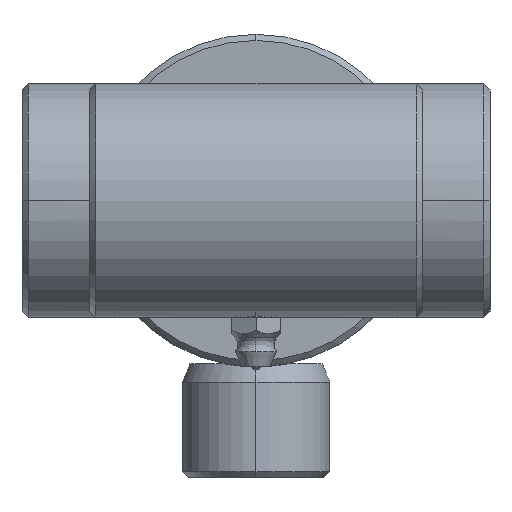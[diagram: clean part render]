
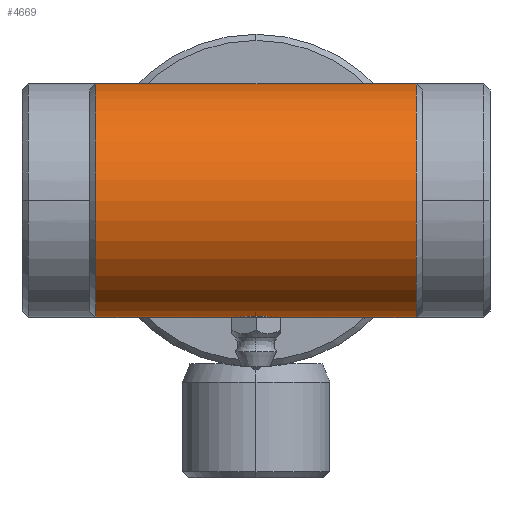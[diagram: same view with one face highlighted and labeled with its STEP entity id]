
A CAD part, left-side view. The second image highlights one B-rep face of the part: STEP entity #4669.
In plain terms, the highlighted cylindrical face has radius 19 mm (diameter 38 mm), a partial arc.
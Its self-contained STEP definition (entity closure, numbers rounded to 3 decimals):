
#259 = CARTESIAN_POINT ( 'NONE',  ( -18.9, -2.5, -19. ) ) ;
#300 = CARTESIAN_POINT ( 'NONE',  ( -21.069, 1.253, -18.876 ) ) ;
#349 = CARTESIAN_POINT ( 'NONE',  ( -21.272, 0.807, -18.851 ) ) ;
#367 = CARTESIAN_POINT ( 'NONE',  ( -18.9, -27., -19. ) ) ;
#390 = AXIS2_PLACEMENT_3D ( 'NONE', #5042, #1904, #731 ) ;
#452 = CARTESIAN_POINT ( 'NONE',  ( -20.782, 1.653, -18.907 ) ) ;
#470 = CARTESIAN_POINT ( 'NONE',  ( -19.549, 2.42, -18.99 ) ) ;
#502 = CARTESIAN_POINT ( 'NONE',  ( -20.888, 1.525, -18.896 ) ) ;
#608 = CARTESIAN_POINT ( 'NONE',  ( -19.228, -2.484, -18.998 ) ) ;
#636 = CARTESIAN_POINT ( 'NONE',  ( -21.333, -0.659, -18.844 ) ) ;
#640 = ORIENTED_EDGE ( 'NONE', *, *, #3690, .T. ) ;
#731 = DIRECTION ( 'NONE',  ( 0., 0., 1. ) ) ;
#771 = VERTEX_POINT ( 'NONE', #1149 ) ;
#824 = EDGE_CURVE ( 'NONE', #3625, #2819, #1929, .T. ) ;
#852 = CARTESIAN_POINT ( 'NONE',  ( -18.9, 2.5, -19. ) ) ;
#870 = DIRECTION ( 'NONE',  ( 0., 0., 1. ) ) ;
#890 = CARTESIAN_POINT ( 'NONE',  ( -20.552, 1.884, -18.928 ) ) ;
#896 = DIRECTION ( 'NONE',  ( 0., 1., 0. ) ) ;
#987 = VECTOR ( 'NONE', #2118, 1000. ) ;
#1013 = CARTESIAN_POINT ( 'NONE',  ( -20.897, -1.538, -18.896 ) ) ;
#1054 = CARTESIAN_POINT ( 'NONE',  ( -18.9, 26., 0. ) ) ;
#1149 = CARTESIAN_POINT ( 'NONE',  ( -18.9, -2.5, -19. ) ) ;
#1173 = LINE ( 'NONE', #4858, #987 ) ;
#1248 = EDGE_CURVE ( 'NONE', #2042, #3442, #1173, .T. ) ;
#1271 = CARTESIAN_POINT ( 'NONE',  ( -18.9, 2.5, -19. ) ) ;
#1478 = CARTESIAN_POINT ( 'NONE',  ( -21.4, 0.165, -18.835 ) ) ;
#1529 = CIRCLE ( 'NONE', #2102, 19. ) ;
#1640 = CARTESIAN_POINT ( 'NONE',  ( -19.226, 2.484, -18.998 ) ) ;
#1646 = CARTESIAN_POINT ( 'NONE',  ( -18.9, -27., 19. ) ) ;
#1779 = CARTESIAN_POINT ( 'NONE',  ( -20.552, -1.883, -18.928 ) ) ;
#1839 = ORIENTED_EDGE ( 'NONE', *, *, #4294, .F. ) ;
#1904 = DIRECTION ( 'NONE',  ( 0., 1., 0. ) ) ;
#1921 = EDGE_CURVE ( 'NONE', #2201, #771, #3601, .T. ) ;
#1929 = LINE ( 'NONE', #1646, #3418 ) ;
#2042 = VERTEX_POINT ( 'NONE', #1271 ) ;
#2102 = AXIS2_PLACEMENT_3D ( 'NONE', #1054, #4185, #2217 ) ;
#2118 = DIRECTION ( 'NONE',  ( 0., 1., 0. ) ) ;
#2143 = ORIENTED_EDGE ( 'NONE', *, *, #4359, .T. ) ;
#2201 = VERTEX_POINT ( 'NONE', #2927 ) ;
#2213 = CARTESIAN_POINT ( 'NONE',  ( -20.152, -2.17, -18.959 ) ) ;
#2217 = DIRECTION ( 'NONE',  ( 0., 0., 1. ) ) ;
#2230 = AXIS2_PLACEMENT_3D ( 'NONE', #2722, #4040, #870 ) ;
#2232 = CARTESIAN_POINT ( 'NONE',  ( -19.547, -2.42, -18.99 ) ) ;
#2443 = CARTESIAN_POINT ( 'NONE',  ( -19.063, 2.5, -19. ) ) ;
#2554 = VECTOR ( 'NONE', #4638, 1000. ) ;
#2576 = CARTESIAN_POINT ( 'NONE',  ( -21.084, -1.26, -18.875 ) ) ;
#2597 = CARTESIAN_POINT ( 'NONE',  ( -18.9, -26., 19. ) ) ;
#2722 = CARTESIAN_POINT ( 'NONE',  ( -18.9, -26., 0. ) ) ;
#2807 = ORIENTED_EDGE ( 'NONE', *, *, #824, .T. ) ;
#2819 = VERTEX_POINT ( 'NONE', #4984 ) ;
#2853 = CARTESIAN_POINT ( 'NONE',  ( -20.426, 1.987, -18.939 ) ) ;
#2860 = EDGE_LOOP ( 'NONE', ( #2887, #2143, #2807, #640, #4363, #1839, #3324 ) ) ;
#2884 = VERTEX_POINT ( 'NONE', #4293 ) ;
#2887 = ORIENTED_EDGE ( 'NONE', *, *, #1921, .F. ) ;
#2927 = CARTESIAN_POINT ( 'NONE',  ( -18.9, -26., -19. ) ) ;
#3003 = CARTESIAN_POINT ( 'NONE',  ( -21.4, 0., -18.835 ) ) ;
#3018 = CARTESIAN_POINT ( 'NONE',  ( -20.424, -1.989, -18.939 ) ) ;
#3207 = CARTESIAN_POINT ( 'NONE',  ( -20.153, 2.17, -18.959 ) ) ;
#3324 = ORIENTED_EDGE ( 'NONE', *, *, #3780, .F. ) ;
#3416 = CARTESIAN_POINT ( 'NONE',  ( -21.4, -0.331, -18.835 ) ) ;
#3418 = VECTOR ( 'NONE', #896, 1000. ) ;
#3442 = VERTEX_POINT ( 'NONE', #3870 ) ;
#3601 = LINE ( 'NONE', #367, #2554 ) ;
#3615 = CARTESIAN_POINT ( 'NONE',  ( -19.706, 2.372, -18.983 ) ) ;
#3625 = VERTEX_POINT ( 'NONE', #2597 ) ;
#3690 = EDGE_CURVE ( 'NONE', #2819, #3442, #1529, .T. ) ;
#3718 = CIRCLE ( 'NONE', #2230, 19. ) ;
#3780 = EDGE_CURVE ( 'NONE', #771, #2884, #3960, .T. ) ;
#3810 = CARTESIAN_POINT ( 'NONE',  ( -20.009, -2.247, -18.968 ) ) ;
#3832 = CARTESIAN_POINT ( 'NONE',  ( -21.32, 0.648, -18.845 ) ) ;
#3870 = CARTESIAN_POINT ( 'NONE',  ( -18.9, 26., -19. ) ) ;
#3955 = CYLINDRICAL_SURFACE ( 'NONE', #390, 19. ) ;
#3960 = B_SPLINE_CURVE_WITH_KNOTS ( 'NONE', 3,
 ( #259, #4152, #608, #2232, #4937, #3810, #2213, #3018, #1779, #1013, #2576, #636, #3416, #3003 ),
 .UNSPECIFIED., .F., .F.,
 ( 4, 2, 2, 2, 2, 2, 4 ),
 ( 0.012, 0.012, 0.013, 0.013, 0.014, 0.015, 0.016 ),
 .UNSPECIFIED. ) ;
#4006 = CARTESIAN_POINT ( 'NONE',  ( -20.007, 2.247, -18.968 ) ) ;
#4040 = DIRECTION ( 'NONE',  ( 0., 1., 0. ) ) ;
#4152 = CARTESIAN_POINT ( 'NONE',  ( -19.065, -2.5, -19. ) ) ;
#4185 = DIRECTION ( 'NONE',  ( 0., -1., 0. ) ) ;
#4251 = FACE_OUTER_BOUND ( 'NONE', #2860, .T. ) ;
#4293 = CARTESIAN_POINT ( 'NONE',  ( -21.4, 0., -18.835 ) ) ;
#4294 = EDGE_CURVE ( 'NONE', #2884, #2042, #4759, .T. ) ;
#4359 = EDGE_CURVE ( 'NONE', #2201, #3625, #3718, .T. ) ;
#4363 = ORIENTED_EDGE ( 'NONE', *, *, #1248, .F. ) ;
#4596 = CARTESIAN_POINT ( 'NONE',  ( -21.4, 0., -18.835 ) ) ;
#4638 = DIRECTION ( 'NONE',  ( 0., 1., 0. ) ) ;
#4669 = ADVANCED_FACE ( 'NONE', ( #4251 ), #3955, .T. ) ;
#4759 = B_SPLINE_CURVE_WITH_KNOTS ( 'NONE', 3,
 ( #4596, #1478, #5024, #3832, #349, #4979, #300, #502, #452, #890, #2853, #3207, #4006, #3615, #470, #1640, #2443, #852 ),
 .UNSPECIFIED., .F., .F.,
 ( 4, 2, 2, 2, 2, 2, 2, 2, 4 ),
 ( 0., 0., 0.001, 0.001, 0.002, 0.002, 0.003, 0.003, 0.004 ),
 .UNSPECIFIED. ) ;
#4858 = CARTESIAN_POINT ( 'NONE',  ( -18.9, -27., -19. ) ) ;
#4937 = CARTESIAN_POINT ( 'NONE',  ( -19.706, -2.372, -18.983 ) ) ;
#4979 = CARTESIAN_POINT ( 'NONE',  ( -21.146, 1.11, -18.867 ) ) ;
#4984 = CARTESIAN_POINT ( 'NONE',  ( -18.9, 26., 19. ) ) ;
#5024 = CARTESIAN_POINT ( 'NONE',  ( -21.384, 0.328, -18.837 ) ) ;
#5042 = CARTESIAN_POINT ( 'NONE',  ( -18.9, -27., 0. ) ) ;
